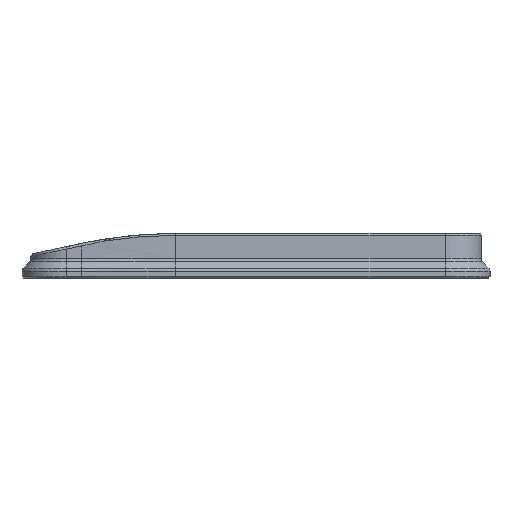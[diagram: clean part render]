
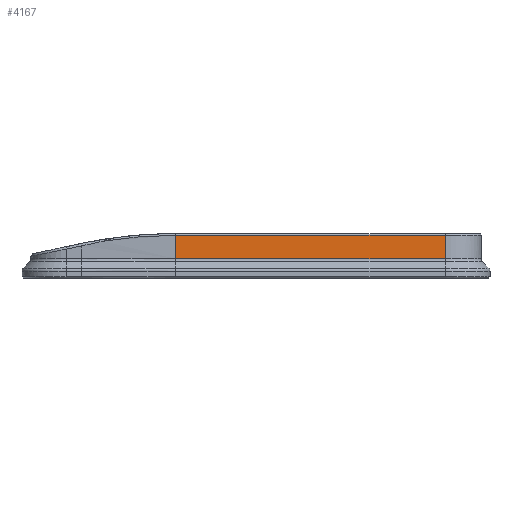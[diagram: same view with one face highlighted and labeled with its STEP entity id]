
A CAD part, front view. The second image highlights one B-rep face of the part: STEP entity #4167.
In plain terms, the highlighted planar face has unit normal (0, -1, 0).
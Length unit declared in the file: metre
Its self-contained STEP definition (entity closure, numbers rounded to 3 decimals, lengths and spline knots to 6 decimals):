
#363=LINE('',#5855,#632);
#364=LINE('',#5864,#633);
#365=LINE('',#5865,#634);
#632=VECTOR('',#4807,1.);
#633=VECTOR('',#4810,1.);
#634=VECTOR('',#4811,1.);
#921=ORIENTED_EDGE('',*,*,#2236,.T.);
#922=ORIENTED_EDGE('',*,*,#2238,.T.);
#923=ORIENTED_EDGE('',*,*,#2230,.F.);
#924=ORIENTED_EDGE('',*,*,#2239,.T.);
#2230=EDGE_CURVE('',#2887,#2888,#3253,.F.);
#2236=EDGE_CURVE('',#2893,#2892,#363,.T.);
#2238=EDGE_CURVE('',#2892,#2888,#364,.F.);
#2239=EDGE_CURVE('',#2887,#2893,#365,.F.);
#2887=VERTEX_POINT('',#5820);
#2888=VERTEX_POINT('',#5821);
#2892=VERTEX_POINT('',#5854);
#2893=VERTEX_POINT('',#5856);
#3253=B_SPLINE_CURVE_WITH_KNOTS('',3,(#5816,#5817,#5818,#5819),
 .UNSPECIFIED.,.F.,.F.,(4,4),(0.,1.),
 .UNSPECIFIED.);
#3493=EDGE_LOOP('',(#921,#922,#923,#924));
#3784=FACE_BOUND('',#3493,.T.);
#4071=PLANE('',#4459);
#4167=ADVANCED_FACE('',(#3784),#4071,.T.);
#4459=AXIS2_PLACEMENT_3D('',#5863,#4808,#4809);
#4807=DIRECTION('',(0.,0.,1.));
#4808=DIRECTION('',(0.,-1.,0.));
#4809=DIRECTION('',(1.,0.,0.));
#4810=DIRECTION('',(1.,0.,0.));
#4811=DIRECTION('',(-1.,0.,0.));
#5816=CARTESIAN_POINT('',(-0.017667,-0.029391,0.0096));
#5817=CARTESIAN_POINT('',(-0.017667,-0.029391,0.007871));
#5818=CARTESIAN_POINT('',(-0.017667,-0.029391,0.006143));
#5819=CARTESIAN_POINT('',(-0.017667,-0.029391,0.004414));
#5820=CARTESIAN_POINT('',(-0.017667,-0.029391,0.004414));
#5821=CARTESIAN_POINT('',(-0.017667,-0.029391,0.0096));
#5854=CARTESIAN_POINT('',(0.042406,-0.029391,0.0096));
#5855=CARTESIAN_POINT('',(0.042406,-0.029391,0.));
#5856=CARTESIAN_POINT('',(0.042406,-0.029391,0.004414));
#5863=CARTESIAN_POINT('',(-0.017667,-0.029391,0.));
#5864=CARTESIAN_POINT('',(-0.017667,-0.029391,0.0096));
#5865=CARTESIAN_POINT('',(0.042406,-0.029391,0.004414));
